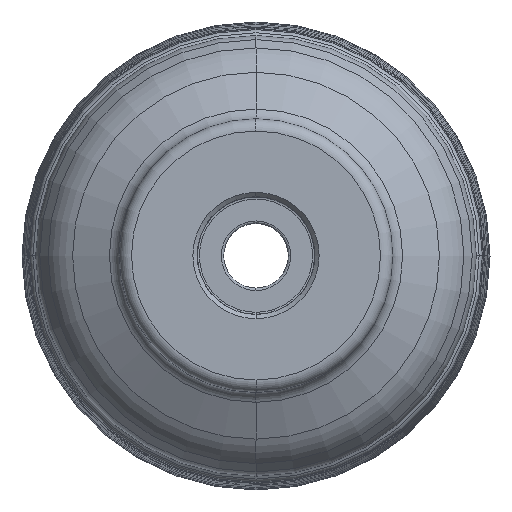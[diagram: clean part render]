
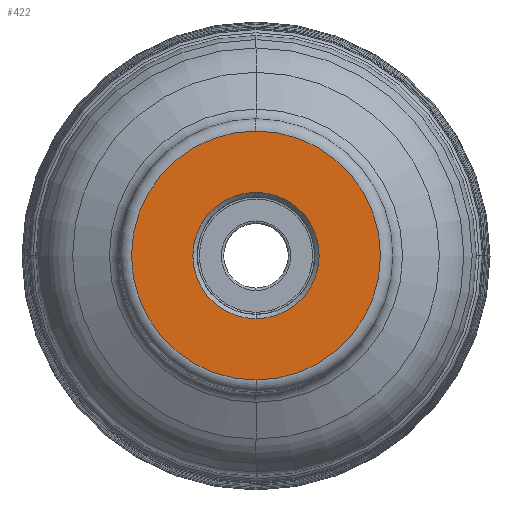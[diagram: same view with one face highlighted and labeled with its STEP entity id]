
A CAD part, top view. The second image highlights one B-rep face of the part: STEP entity #422.
In plain terms, the highlighted planar face has unit normal (0, 0, 1).
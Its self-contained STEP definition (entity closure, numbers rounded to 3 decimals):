
#61=PLANE('',#4078);
#73=FACE_BOUND('',#886,.T.);
#74=FACE_BOUND('',#887,.T.);
#422=ADVANCED_FACE('',(#73,#74),#61,.F.);
#886=EDGE_LOOP('',(#1672,#1673,#1674,#1675));
#887=EDGE_LOOP('',(#1676,#1677));
#1672=ORIENTED_EDGE('',*,*,#2490,.T.);
#1673=ORIENTED_EDGE('',*,*,#2491,.T.);
#1674=ORIENTED_EDGE('',*,*,#2492,.F.);
#1675=ORIENTED_EDGE('',*,*,#2493,.F.);
#1676=ORIENTED_EDGE('',*,*,#2487,.T.);
#1677=ORIENTED_EDGE('',*,*,#2489,.T.);
#2052=VERTEX_POINT('',#7204);
#2053=VERTEX_POINT('',#7206);
#2054=VERTEX_POINT('',#7212);
#2055=VERTEX_POINT('',#7213);
#2056=VERTEX_POINT('',#7215);
#2057=VERTEX_POINT('',#7217);
#2487=EDGE_CURVE('',#2053,#2052,#2966,.T.);
#2489=EDGE_CURVE('',#2052,#2053,#2967,.T.);
#2490=EDGE_CURVE('',#2054,#2055,#2968,.T.);
#2491=EDGE_CURVE('',#2055,#2056,#2969,.T.);
#2492=EDGE_CURVE('',#2057,#2056,#2970,.T.);
#2493=EDGE_CURVE('',#2054,#2057,#2971,.T.);
#2966=CIRCLE('',#4070,10.26);
#2967=CIRCLE('',#4072,10.26);
#2968=CIRCLE('',#4074,20.225);
#2969=CIRCLE('',#4075,20.225);
#2970=CIRCLE('',#4076,20.225);
#2971=CIRCLE('',#4077,20.225);
#4070=AXIS2_PLACEMENT_3D('',#7205,#5169,#5170);
#4072=AXIS2_PLACEMENT_3D('',#7209,#5174,#5175);
#4074=AXIS2_PLACEMENT_3D('',#7211,#5178,#5179);
#4075=AXIS2_PLACEMENT_3D('',#7214,#5180,#5181);
#4076=AXIS2_PLACEMENT_3D('',#7216,#5182,#5183);
#4077=AXIS2_PLACEMENT_3D('',#7218,#5184,#5185);
#4078=AXIS2_PLACEMENT_3D('',#7219,#5186,#5187);
#5169=DIRECTION('',(0.,0.,-1.));
#5170=DIRECTION('',(0.,1.,0.));
#5174=DIRECTION('',(0.,0.,-1.));
#5175=DIRECTION('',(0.,-1.,0.));
#5178=DIRECTION('',(0.,0.,1.));
#5179=DIRECTION('',(-0.001,1.,0.));
#5180=DIRECTION('',(0.,0.,1.));
#5181=DIRECTION('',(0.001,-1.,0.));
#5182=DIRECTION('',(0.,0.,-1.));
#5183=DIRECTION('',(0.001,-1.,0.));
#5184=DIRECTION('',(0.,0.,-1.));
#5185=DIRECTION('',(-0.001,1.,0.));
#5186=DIRECTION('',(0.,0.,-1.));
#5187=DIRECTION('',(0.,-1.,0.));
#7204=CARTESIAN_POINT('',(0.,-10.26,0.));
#7205=CARTESIAN_POINT('',(0.,0.,0.));
#7206=CARTESIAN_POINT('',(0.,10.26,0.));
#7209=CARTESIAN_POINT('',(0.,0.,0.));
#7211=CARTESIAN_POINT('',(0.,0.,0.));
#7212=CARTESIAN_POINT('',(-0.015,20.225,0.));
#7213=CARTESIAN_POINT('',(0.,-20.225,0.));
#7214=CARTESIAN_POINT('',(0.,0.,0.));
#7215=CARTESIAN_POINT('',(0.015,-20.225,0.));
#7216=CARTESIAN_POINT('',(0.,0.,0.));
#7217=CARTESIAN_POINT('',(0.,20.225,0.));
#7218=CARTESIAN_POINT('',(0.,0.,0.));
#7219=CARTESIAN_POINT('',(-44.534,22.225,0.));
